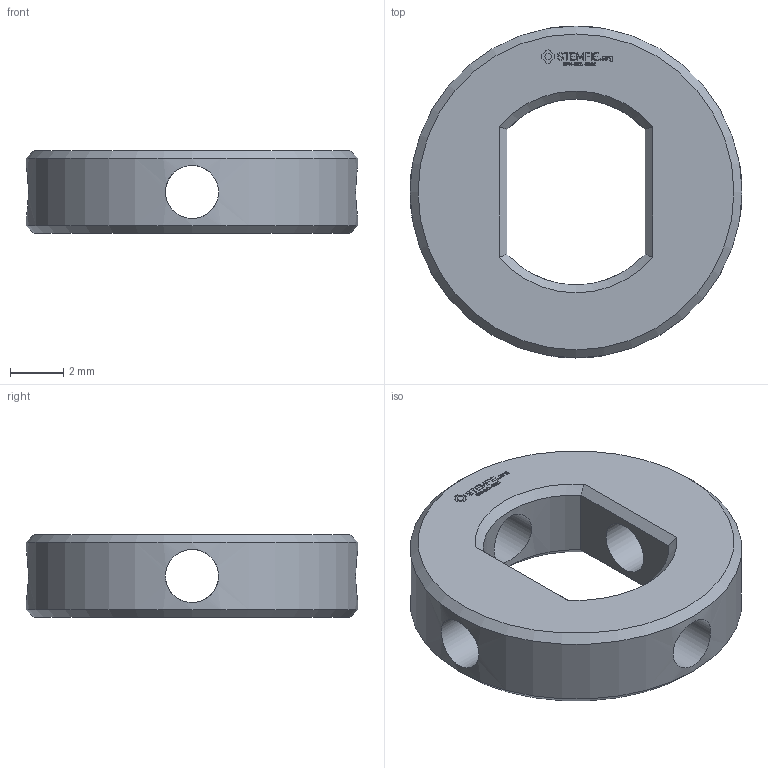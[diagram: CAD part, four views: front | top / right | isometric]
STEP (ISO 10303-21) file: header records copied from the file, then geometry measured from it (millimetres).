
FILE_DESCRIPTION(('FreeCAD Model'),'2;1');
FILE_NAME('Open CASCADE Shape Model','2024-03-12T23:09:59',(''),(''), 'Open CASCADE STEP processor 7.6','FreeCAD','Unknown');
FILE_SCHEMA(('AUTOMOTIVE_DESIGN { 1 0 10303 214 1 1 1 1 }'));
Length unit declared in the file: millimetre
Products named in the file (1): Shaft Collar IDX BU01.00x00.25 - SPN-SCL-0001 (stemfie.org)
Bounding box: 12.5 x 12.5 x 3.12 mm (x, y, z)
Volume: 235.7 mm3; surface area: 403.5 mm2
Topology: 1 solids, 1 shells, 490 faces, 1364 edges, 906 vertices
Faces by surface type: plane 299, extrusion 178, cylinder 7, cone 6
Full cylindrical faces by diameter (mm): 2 x4, 12.5 x1
Entity records: 16045 total; most frequent: CARTESIAN_POINT 4122, ORIENTED_EDGE 2728, DIRECTION 1826, EDGE_CURVE 1364, VECTOR 1156, LINE 978, VERTEX_POINT 906, B_SPLINE_CURVE_WITH_KNOTS 542
